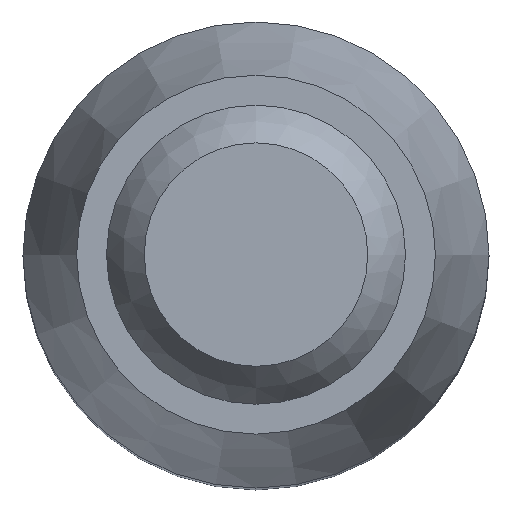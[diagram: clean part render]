
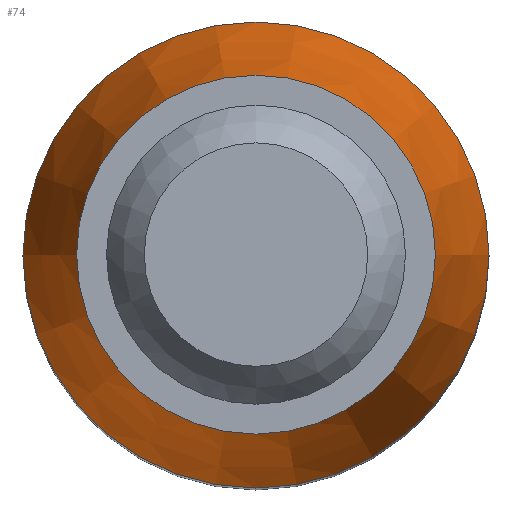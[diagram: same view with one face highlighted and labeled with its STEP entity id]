
A CAD part, top view. The second image highlights one B-rep face of the part: STEP entity #74.
In plain terms, the highlighted conical face has half-angle 14.34 degrees and reference radius 3.85 mm.
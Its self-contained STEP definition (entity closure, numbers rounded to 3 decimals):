
#74 = ADVANCED_FACE( '', ( #150, #151 ), #152, .T. );
#150 = FACE_OUTER_BOUND( '', #224, .T. );
#151 = FACE_BOUND( '', #225, .T. );
#152 = CONICAL_SURFACE( '', #226, 3.85, 0.25 );
#224 = EDGE_LOOP( '', ( #355 ) );
#225 = EDGE_LOOP( '', ( #356 ) );
#226 = AXIS2_PLACEMENT_3D( '', #357, #358, #359 );
#355 = ORIENTED_EDGE( '', *, *, #446, .F. );
#356 = ORIENTED_EDGE( '', *, *, #441, .F. );
#357 = CARTESIAN_POINT( '', ( 0., 0., 28.85 ) );
#358 = DIRECTION( '', ( 0., 0., -1. ) );
#359 = DIRECTION( '', ( -1., 0., 0. ) );
#441 = EDGE_CURVE( '', #520, #520, #521, .T. );
#446 = EDGE_CURVE( '', #526, #526, #527, .F. );
#520 = VERTEX_POINT( '', #622 );
#521 = CIRCLE( '', #623, 3.85 );
#526 = VERTEX_POINT( '', #630 );
#527 = CIRCLE( '', #631, 5. );
#622 = CARTESIAN_POINT( '', ( 3.85, 0., 28.85 ) );
#623 = AXIS2_PLACEMENT_3D( '', #688, #689, #690 );
#630 = CARTESIAN_POINT( '', ( 5., 0., 24.35 ) );
#631 = AXIS2_PLACEMENT_3D( '', #693, #694, #695 );
#688 = CARTESIAN_POINT( '', ( 0., 0., 28.85 ) );
#689 = DIRECTION( '', ( 0., 0., 1. ) );
#690 = DIRECTION( '', ( 1., 0., 0. ) );
#693 = CARTESIAN_POINT( '', ( 0., 0., 24.35 ) );
#694 = DIRECTION( '', ( 0., 0., 1. ) );
#695 = DIRECTION( '', ( 1., 0., 0. ) );
